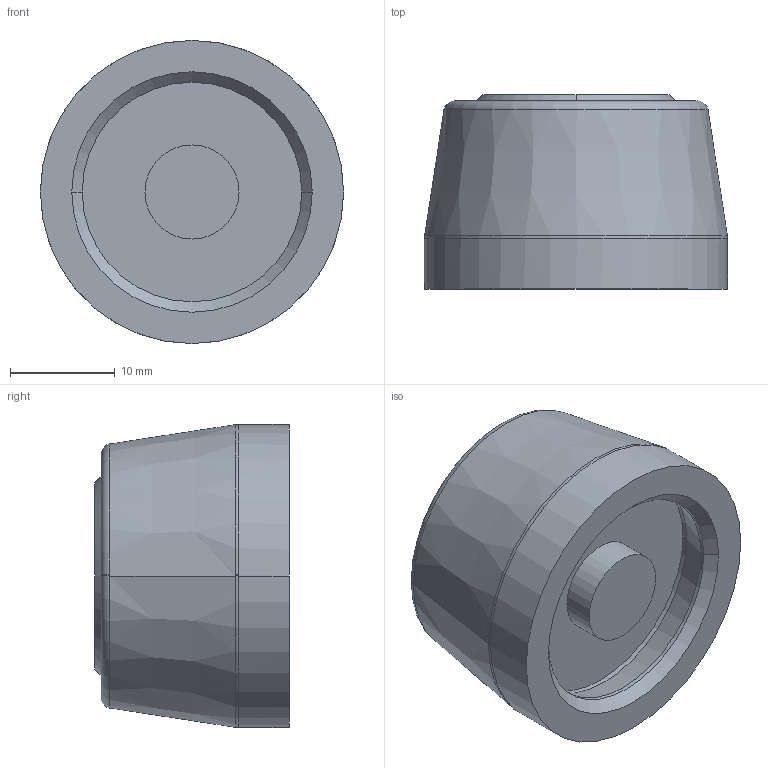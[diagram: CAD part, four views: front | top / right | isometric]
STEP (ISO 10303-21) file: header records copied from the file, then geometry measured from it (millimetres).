
FILE_DESCRIPTION(('STEP AP214'),'1');
FILE_NAME('cctmp_B3456515-E7D7-4BDD-B209-BC021168FDE9_2022_03_25_10_42_58_0330..stp','2022-03-25T09:42:58',('Bosch Rexroth AG'),('CADClick - www.CADClick.com'),'Spatial InterOp 3D',' ','unknown authorization - (Healing Option Enabled)');
FILE_SCHEMA(('AUTOMOTIVE_DESIGN'));
Length unit declared in the file: millimetre
Products named in the file (1): 2022_03_25_10_42_58_0330
Bounding box: 29 x 18.6 x 29 mm (x, y, z)
Volume: 7711.6 mm3; surface area: 3879.5 mm2
Topology: 1 solids, 3 shells, 68 faces, 150 edges, 91 vertices
Faces by surface type: torus 20, cone 18, cylinder 18, plane 10, sphere 2
Entity records: 2732 total; most frequent: DIRECTION 398, CARTESIAN_POINT 308, ORIENTED_EDGE 296, AXIS2_PLACEMENT_3D 181, EDGE_CURVE 148, STYLED_ITEM 121, PRESENTATION_STYLE_ASSIGNMENT 121, COLOUR_RGB 121
